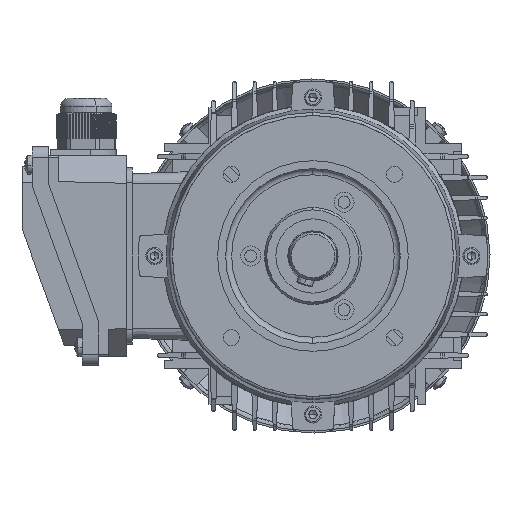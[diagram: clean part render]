
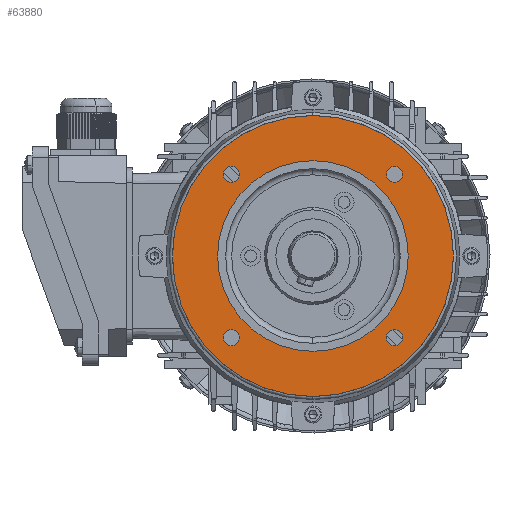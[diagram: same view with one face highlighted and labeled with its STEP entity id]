
A CAD part, left-side view. The second image highlights one B-rep face of the part: STEP entity #63880.
In plain terms, the highlighted planar face has unit normal (-1, 0, 0).
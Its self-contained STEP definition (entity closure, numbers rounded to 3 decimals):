
#11191 = CARTESIAN_POINT ( 'NONE',  ( 3., 40.659, -44.659 ) ) ;
#11192 = CARTESIAN_POINT ( 'NONE',  ( 3., 40.659, -36.659 ) ) ;
#11193 = DIRECTION ( 'NONE',  ( 0., 0., -1. ) ) ;
#11195 = DIRECTION ( 'NONE',  ( 1., 0., 0. ) ) ;
#11197 = CARTESIAN_POINT ( 'NONE',  ( 3., 40.659, -40.659 ) ) ;
#11199 = AXIS2_PLACEMENT_3D ( 'NONE', #11197, #11195, #11193 ) ;
#11209 = CIRCLE ( 'NONE', #11199, 4. ) ;
#11248 = CARTESIAN_POINT ( 'NONE',  ( 3., -40.659, -40.659 ) ) ;
#11249 = AXIS2_PLACEMENT_3D ( 'NONE', #11248, #11371, #11370 ) ;
#11262 = CIRCLE ( 'NONE', #11249, 4. ) ;
#11299 = CARTESIAN_POINT ( 'NONE',  ( 3., -40.659, 36.659 ) ) ;
#11301 = CARTESIAN_POINT ( 'NONE',  ( 3., -40.659, 44.659 ) ) ;
#11304 = DIRECTION ( 'NONE',  ( 0., 0., -1. ) ) ;
#11305 = DIRECTION ( 'NONE',  ( 1., 0., 0. ) ) ;
#11306 = CARTESIAN_POINT ( 'NONE',  ( 3., -40.659, 40.659 ) ) ;
#11307 = AXIS2_PLACEMENT_3D ( 'NONE', #11306, #11305, #11304 ) ;
#11308 = CIRCLE ( 'NONE', #11307, 4. ) ;
#11370 = DIRECTION ( 'NONE',  ( 0., 0., -1. ) ) ;
#11371 = DIRECTION ( 'NONE',  ( 1., 0., 0. ) ) ;
#11492 = CARTESIAN_POINT ( 'NONE',  ( 3., -40.659, -44.659 ) ) ;
#11494 = CARTESIAN_POINT ( 'NONE',  ( 3., -40.659, -36.659 ) ) ;
#11495 = CARTESIAN_POINT ( 'NONE',  ( 3., 40.659, 36.659 ) ) ;
#11496 = CARTESIAN_POINT ( 'NONE',  ( 3., 40.659, 44.659 ) ) ;
#11497 = DIRECTION ( 'NONE',  ( 0., 0., -1. ) ) ;
#11500 = DIRECTION ( 'NONE',  ( 1., 0., 0. ) ) ;
#11502 = CARTESIAN_POINT ( 'NONE',  ( 3., 40.659, 40.659 ) ) ;
#11503 = AXIS2_PLACEMENT_3D ( 'NONE', #11502, #11500, #11497 ) ;
#11515 = CIRCLE ( 'NONE', #11503, 4. ) ;
#12494 = CARTESIAN_POINT ( 'NONE',  ( 3., 0., -47.5 ) ) ;
#12496 = DIRECTION ( 'NONE',  ( 0., 0., 1. ) ) ;
#12497 = DIRECTION ( 'NONE',  ( -1., 0., 0. ) ) ;
#12498 = CARTESIAN_POINT ( 'NONE',  ( 3., 0., 0. ) ) ;
#12499 = AXIS2_PLACEMENT_3D ( 'NONE', #12498, #12497, #12496 ) ;
#12500 = CIRCLE ( 'NONE', #12499, 47.5 ) ;
#12530 = CARTESIAN_POINT ( 'NONE',  ( 3., 0., 0. ) ) ;
#12532 = AXIS2_PLACEMENT_3D ( 'NONE', #12530, #12652, #12651 ) ;
#12533 = CIRCLE ( 'NONE', #12532, 70. ) ;
#12538 = CARTESIAN_POINT ( 'NONE',  ( 3., 0., -70. ) ) ;
#12634 = CARTESIAN_POINT ( 'NONE',  ( 3., 0., 47.5 ) ) ;
#12650 = CARTESIAN_POINT ( 'NONE',  ( 3., 0., 70. ) ) ;
#12651 = DIRECTION ( 'NONE',  ( 0., 0., 1. ) ) ;
#12652 = DIRECTION ( 'NONE',  ( -1., 0., 0. ) ) ;
#18317 = DIRECTION ( 'NONE',  ( 0., 0., -1. ) ) ;
#18318 = DIRECTION ( 'NONE',  ( 1., 0., 0. ) ) ;
#18319 = CARTESIAN_POINT ( 'NONE',  ( 3., 40.659, -40.659 ) ) ;
#18320 = AXIS2_PLACEMENT_3D ( 'NONE', #18319, #18318, #18317 ) ;
#18322 = CIRCLE ( 'NONE', #18320, 4. ) ;
#18327 = DIRECTION ( 'NONE',  ( 0., 0., -1. ) ) ;
#18328 = DIRECTION ( 'NONE',  ( 1., 0., 0. ) ) ;
#18329 = CARTESIAN_POINT ( 'NONE',  ( 3., -40.659, -40.659 ) ) ;
#18330 = AXIS2_PLACEMENT_3D ( 'NONE', #18329, #18328, #18327 ) ;
#18332 = CIRCLE ( 'NONE', #18330, 4. ) ;
#18336 = DIRECTION ( 'NONE',  ( 0., 0., -1. ) ) ;
#18338 = DIRECTION ( 'NONE',  ( 1., 0., 0. ) ) ;
#18340 = AXIS2_PLACEMENT_3D ( 'NONE', #18352, #18338, #18336 ) ;
#18342 = CIRCLE ( 'NONE', #18340, 4. ) ;
#18344 = DIRECTION ( 'NONE',  ( 0., 0., -1. ) ) ;
#18347 = DIRECTION ( 'NONE',  ( 1., 0., 0. ) ) ;
#18348 = CARTESIAN_POINT ( 'NONE',  ( 3., 47.5, 0. ) ) ;
#18350 = AXIS2_PLACEMENT_3D ( 'NONE', #18348, #18347, #18344 ) ;
#18352 = CARTESIAN_POINT ( 'NONE',  ( 3., -40.659, 40.659 ) ) ;
#18355 = PLANE ( 'NONE',  #18350 ) ;
#18356 = FACE_OUTER_BOUND ( 'NONE', #63952, .T. ) ;
#18357 = FACE_BOUND ( 'NONE', #63948, .T. ) ;
#18359 = FACE_BOUND ( 'NONE', #63891, .T. ) ;
#18360 = FACE_BOUND ( 'NONE', #63888, .T. ) ;
#18361 = FACE_BOUND ( 'NONE', #63884, .T. ) ;
#18363 = FACE_BOUND ( 'NONE', #63905, .T. ) ;
#18406 = DIRECTION ( 'NONE',  ( 0., 0., 1. ) ) ;
#18409 = DIRECTION ( 'NONE',  ( -1., 0., 0. ) ) ;
#18410 = CARTESIAN_POINT ( 'NONE',  ( 3., 0., 0. ) ) ;
#18412 = AXIS2_PLACEMENT_3D ( 'NONE', #18410, #18409, #18406 ) ;
#18421 = CIRCLE ( 'NONE', #18412, 47.5 ) ;
#18517 = DIRECTION ( 'NONE',  ( 0., 0., 1. ) ) ;
#18519 = DIRECTION ( 'NONE',  ( -1., 0., 0. ) ) ;
#18520 = CARTESIAN_POINT ( 'NONE',  ( 3., 0., 0. ) ) ;
#18521 = AXIS2_PLACEMENT_3D ( 'NONE', #18520, #18519, #18517 ) ;
#18522 = CIRCLE ( 'NONE', #18521, 70. ) ;
#18528 = DIRECTION ( 'NONE',  ( 0., 0., -1. ) ) ;
#18529 = DIRECTION ( 'NONE',  ( 1., 0., 0. ) ) ;
#18530 = CARTESIAN_POINT ( 'NONE',  ( 3., 40.659, 40.659 ) ) ;
#18531 = AXIS2_PLACEMENT_3D ( 'NONE', #18530, #18529, #18528 ) ;
#18533 = CIRCLE ( 'NONE', #18531, 4. ) ;
#62118 = EDGE_CURVE ( 'NONE', #62119, #62120, #11209, .T. ) ;
#62119 = VERTEX_POINT ( 'NONE', #11192 ) ;
#62120 = VERTEX_POINT ( 'NONE', #11191 ) ;
#62121 = EDGE_CURVE ( 'NONE', #62122, #62123, #11308, .T. ) ;
#62122 = VERTEX_POINT ( 'NONE', #11301 ) ;
#62123 = VERTEX_POINT ( 'NONE', #11299 ) ;
#62135 = EDGE_CURVE ( 'NONE', #62189, #62190, #11262, .T. ) ;
#62186 = EDGE_CURVE ( 'NONE', #62187, #62188, #11515, .T. ) ;
#62187 = VERTEX_POINT ( 'NONE', #11496 ) ;
#62188 = VERTEX_POINT ( 'NONE', #11495 ) ;
#62189 = VERTEX_POINT ( 'NONE', #11494 ) ;
#62190 = VERTEX_POINT ( 'NONE', #11492 ) ;
#62419 = EDGE_CURVE ( 'NONE', #62450, #62420, #12500, .T. ) ;
#62420 = VERTEX_POINT ( 'NONE', #12494 ) ;
#62441 = VERTEX_POINT ( 'NONE', #12538 ) ;
#62443 = EDGE_CURVE ( 'NONE', #62444, #62441, #12533, .T. ) ;
#62444 = VERTEX_POINT ( 'NONE', #12650 ) ;
#62450 = VERTEX_POINT ( 'NONE', #12634 ) ;
#63880 = ADVANCED_FACE ( 'NONE', ( #18363, #18361, #18360, #18359, #18357, #18356 ), #18355, .F. ) ;
#63881 = ORIENTED_EDGE ( 'NONE', *, *, #63882, .T. ) ;
#63882 = EDGE_CURVE ( 'NONE', #62123, #62122, #18342, .T. ) ;
#63883 = ORIENTED_EDGE ( 'NONE', *, *, #62121, .T. ) ;
#63884 = EDGE_LOOP ( 'NONE', ( #63885, #63887 ) ) ;
#63885 = ORIENTED_EDGE ( 'NONE', *, *, #63886, .T. ) ;
#63886 = EDGE_CURVE ( 'NONE', #62190, #62189, #18332, .T. ) ;
#63887 = ORIENTED_EDGE ( 'NONE', *, *, #62135, .T. ) ;
#63888 = EDGE_LOOP ( 'NONE', ( #63889, #63944 ) ) ;
#63889 = ORIENTED_EDGE ( 'NONE', *, *, #63890, .T. ) ;
#63890 = EDGE_CURVE ( 'NONE', #62120, #62119, #18322, .T. ) ;
#63891 = EDGE_LOOP ( 'NONE', ( #63945, #63947 ) ) ;
#63902 = EDGE_CURVE ( 'NONE', #62420, #62450, #18421, .T. ) ;
#63905 = EDGE_LOOP ( 'NONE', ( #63881, #63883 ) ) ;
#63944 = ORIENTED_EDGE ( 'NONE', *, *, #62118, .T. ) ;
#63945 = ORIENTED_EDGE ( 'NONE', *, *, #63946, .T. ) ;
#63946 = EDGE_CURVE ( 'NONE', #62188, #62187, #18533, .T. ) ;
#63947 = ORIENTED_EDGE ( 'NONE', *, *, #62186, .T. ) ;
#63948 = EDGE_LOOP ( 'NONE', ( #63949, #63951 ) ) ;
#63949 = ORIENTED_EDGE ( 'NONE', *, *, #62419, .F. ) ;
#63951 = ORIENTED_EDGE ( 'NONE', *, *, #63902, .F. ) ;
#63952 = EDGE_LOOP ( 'NONE', ( #63953, #63954 ) ) ;
#63953 = ORIENTED_EDGE ( 'NONE', *, *, #62443, .T. ) ;
#63954 = ORIENTED_EDGE ( 'NONE', *, *, #63955, .T. ) ;
#63955 = EDGE_CURVE ( 'NONE', #62441, #62444, #18522, .T. ) ;
